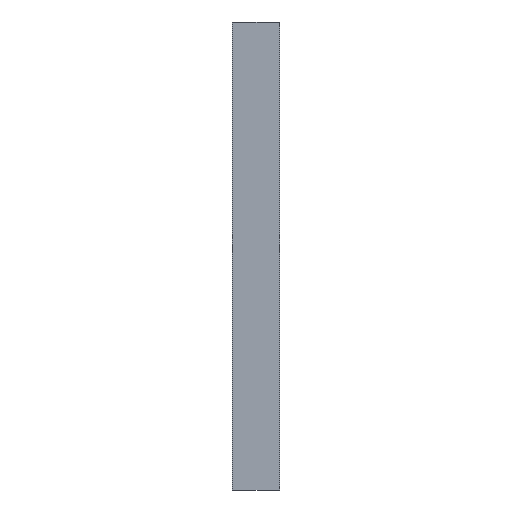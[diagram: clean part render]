
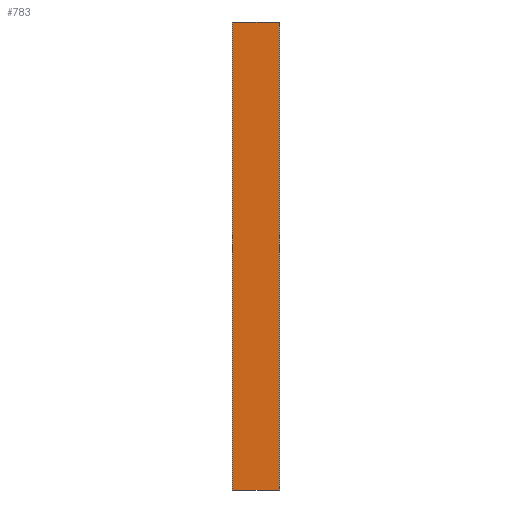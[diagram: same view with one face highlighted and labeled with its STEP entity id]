
A CAD part, front view. The second image highlights one B-rep face of the part: STEP entity #783.
In plain terms, the highlighted planar face has unit normal (0, -1, 0).
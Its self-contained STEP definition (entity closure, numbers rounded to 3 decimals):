
#16 = EDGE_CURVE ( 'NONE', #1067, #626, #1011, .T. ) ;
#122 = ORIENTED_EDGE ( 'NONE', *, *, #16, .F. ) ;
#145 = EDGE_CURVE ( 'NONE', #1327, #676, #1027, .T. ) ;
#152 = CARTESIAN_POINT ( 'NONE',  ( -149., -1., -1500. ) ) ;
#189 = VECTOR ( 'NONE', #1139, 1000. ) ;
#236 = EDGE_CURVE ( 'NONE', #1067, #1327, #802, .T. ) ;
#259 = DIRECTION ( 'NONE',  ( 0., 0., 1. ) ) ;
#308 = DIRECTION ( 'NONE',  ( 0., 0., -1. ) ) ;
#313 = DIRECTION ( 'NONE',  ( 0., -1., 0. ) ) ;
#315 = CARTESIAN_POINT ( 'NONE',  ( -151., -1., -1500. ) ) ;
#323 = PLANE ( 'NONE',  #916 ) ;
#326 = EDGE_CURVE ( 'NONE', #626, #676, #351, .T. ) ;
#343 = CARTESIAN_POINT ( 'NONE',  ( 149., -1., -1500. ) ) ;
#351 = LINE ( 'NONE', #701, #635 ) ;
#433 = ORIENTED_EDGE ( 'NONE', *, *, #145, .T. ) ;
#482 = CARTESIAN_POINT ( 'NONE',  ( 149., -1., 1500. ) ) ;
#483 = EDGE_LOOP ( 'NONE', ( #1253, #122, #961, #433 ) ) ;
#548 = DIRECTION ( 'NONE',  ( 1., 0., 0. ) ) ;
#551 = CARTESIAN_POINT ( 'NONE',  ( -149., -1., 1500. ) ) ;
#553 = DIRECTION ( 'NONE',  ( 1., 0., 0. ) ) ;
#626 = VERTEX_POINT ( 'NONE', #551 ) ;
#635 = VECTOR ( 'NONE', #553, 1000. ) ;
#676 = VERTEX_POINT ( 'NONE', #482 ) ;
#701 = CARTESIAN_POINT ( 'NONE',  ( -151., -1., 1500. ) ) ;
#756 = CARTESIAN_POINT ( 'NONE',  ( -149., -1., -1500. ) ) ;
#783 = ADVANCED_FACE ( 'NONE', ( #852 ), #323, .T. ) ;
#802 = LINE ( 'NONE', #1184, #1213 ) ;
#852 = FACE_OUTER_BOUND ( 'NONE', #483, .T. ) ;
#916 = AXIS2_PLACEMENT_3D ( 'NONE', #315, #313, #308 ) ;
#932 = CARTESIAN_POINT ( 'NONE',  ( 149., -1., -1500. ) ) ;
#961 = ORIENTED_EDGE ( 'NONE', *, *, #236, .T. ) ;
#1011 = LINE ( 'NONE', #152, #189 ) ;
#1027 = LINE ( 'NONE', #932, #1129 ) ;
#1067 = VERTEX_POINT ( 'NONE', #756 ) ;
#1129 = VECTOR ( 'NONE', #259, 1000. ) ;
#1139 = DIRECTION ( 'NONE',  ( 0., 0., 1. ) ) ;
#1184 = CARTESIAN_POINT ( 'NONE',  ( -151., -1., -1500. ) ) ;
#1213 = VECTOR ( 'NONE', #548, 1000. ) ;
#1253 = ORIENTED_EDGE ( 'NONE', *, *, #326, .F. ) ;
#1327 = VERTEX_POINT ( 'NONE', #343 ) ;
